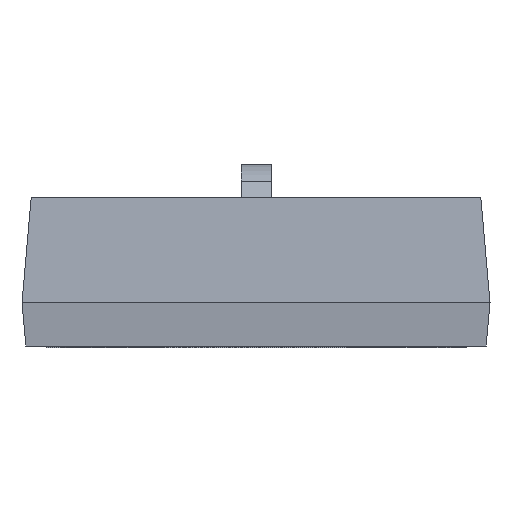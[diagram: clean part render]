
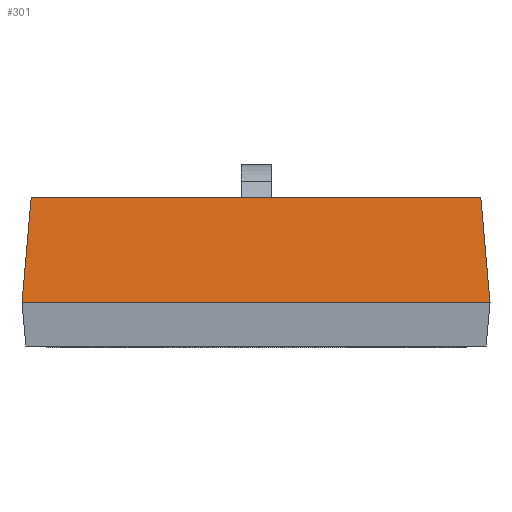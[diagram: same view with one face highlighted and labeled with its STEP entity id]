
A CAD part, left-side view. The second image highlights one B-rep face of the part: STEP entity #301.
In plain terms, the highlighted planar face has unit normal (-0.996, 0, 0.087).
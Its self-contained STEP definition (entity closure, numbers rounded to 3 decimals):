
#301=ADVANCED_FACE('',(#1093),#1095,.T.);
#1093=FACE_BOUND('',#1094,.T.);
#1094=EDGE_LOOP('',(#1748,#1749,#1750,#1751));
#1095=PLANE('',#1096);
#1096=AXIS2_PLACEMENT_3D('',#1097,#1098,#1099);
#1097=CARTESIAN_POINT('',(-5.3,7.8,1.5));
#1098=DIRECTION('',(-0.996,0.,0.087));
#1099=DIRECTION('',(0.,-1.,0.));
#1748=ORIENTED_EDGE('',*,*,#2150,.T.);
#1749=ORIENTED_EDGE('',*,*,#2151,.T.);
#1750=ORIENTED_EDGE('',*,*,#2066,.F.);
#1751=ORIENTED_EDGE('',*,*,#2149,.F.);
#2066=EDGE_CURVE('',#2328,#2330,#2331,.T.);
#2149=EDGE_CURVE('',#2475,#2328,#2481,.T.);
#2150=EDGE_CURVE('',#2475,#2420,#2482,.T.);
#2151=EDGE_CURVE('',#2420,#2330,#2483,.T.);
#2328=VERTEX_POINT('',#2803);
#2330=VERTEX_POINT('',#2807);
#2331=LINE('',#2808,#2809);
#2420=VERTEX_POINT('',#3010);
#2475=VERTEX_POINT('',#3123);
#2481=LINE('',#3144,#3145);
#2482=LINE('',#3147,#3148);
#2483=LINE('',#3150,#3151);
#2803=CARTESIAN_POINT('',(-4.994,7.494,5.));
#2807=CARTESIAN_POINT('',(-4.994,-7.494,5.));
#2808=CARTESIAN_POINT('',(-4.994,7.494,5.));
#2809=VECTOR('',#2810,1.);
#2810=DIRECTION('',(0.,-1.,0.));
#3010=CARTESIAN_POINT('',(-5.3,-7.8,1.5));
#3123=CARTESIAN_POINT('',(-5.3,7.8,1.5));
#3144=CARTESIAN_POINT('',(-5.3,7.8,1.5));
#3145=VECTOR('',#3146,1.);
#3146=DIRECTION('',(0.087,-0.087,0.992));
#3147=CARTESIAN_POINT('',(-5.3,7.8,1.5));
#3148=VECTOR('',#3149,1.);
#3149=DIRECTION('',(0.,-1.,0.));
#3150=CARTESIAN_POINT('',(-5.3,-7.8,1.5));
#3151=VECTOR('',#3152,1.);
#3152=DIRECTION('',(0.087,0.087,0.992));
